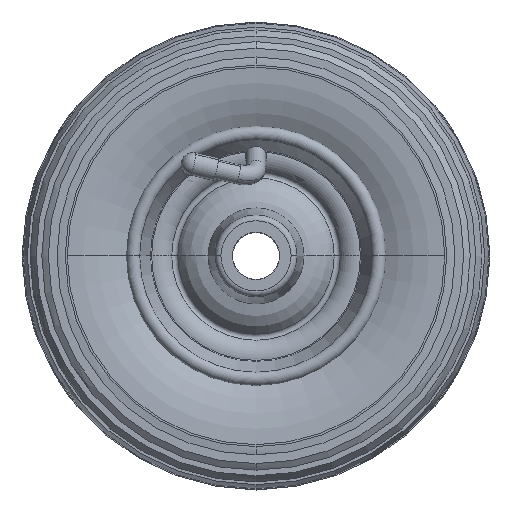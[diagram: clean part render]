
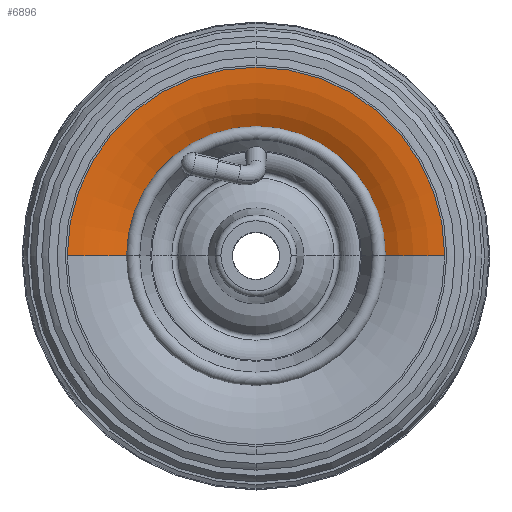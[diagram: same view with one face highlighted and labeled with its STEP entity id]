
A CAD part, top view. The second image highlights one B-rep face of the part: STEP entity #6896.
In plain terms, the highlighted toroidal (fillet/blend) face has major radius 80.671 mm and minor radius 50 mm.
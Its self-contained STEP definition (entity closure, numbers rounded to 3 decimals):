
#364 = VERTEX_POINT ( 'NONE', #3880 ) ;
#406 = CARTESIAN_POINT ( 'NONE',  ( 80.671, 0., -25. ) ) ;
#544 = AXIS2_PLACEMENT_3D ( 'NONE', #2829, #1503, #829 ) ;
#617 = CARTESIAN_POINT ( 'NONE',  ( 55., 0., 17.907 ) ) ;
#829 = DIRECTION ( 'NONE',  ( 0., 0., -1. ) ) ;
#1292 = CIRCLE ( 'NONE', #3538, 80.671 ) ;
#1432 = VERTEX_POINT ( 'NONE', #1995 ) ;
#1464 = AXIS2_PLACEMENT_3D ( 'NONE', #406, #6174, #6764 ) ;
#1503 = DIRECTION ( 'NONE',  ( 0., -1., 0. ) ) ;
#1657 = CARTESIAN_POINT ( 'NONE',  ( 0., 0., -25. ) ) ;
#1919 = VERTEX_POINT ( 'NONE', #617 ) ;
#1947 = ORIENTED_EDGE ( 'NONE', *, *, #3079, .T. ) ;
#1995 = CARTESIAN_POINT ( 'NONE',  ( 80.671, 0., 25. ) ) ;
#2023 = CIRCLE ( 'NONE', #7972, 55. ) ;
#2375 = EDGE_LOOP ( 'NONE', ( #4917, #1947, #3326, #5976 ) ) ;
#2829 = CARTESIAN_POINT ( 'NONE',  ( -80.671, 0., -25. ) ) ;
#2982 = DIRECTION ( 'NONE',  ( -1., 0., 0. ) ) ;
#3075 = CIRCLE ( 'NONE', #544, 50. ) ;
#3079 = EDGE_CURVE ( 'NONE', #1919, #1432, #6597, .T. ) ;
#3124 = VERTEX_POINT ( 'NONE', #3657 ) ;
#3326 = ORIENTED_EDGE ( 'NONE', *, *, #4867, .F. ) ;
#3503 = CARTESIAN_POINT ( 'NONE',  ( 0., 0., 17.907 ) ) ;
#3538 = AXIS2_PLACEMENT_3D ( 'NONE', #4411, #3700, #5015 ) ;
#3657 = CARTESIAN_POINT ( 'NONE',  ( -80.671, 0., 25. ) ) ;
#3700 = DIRECTION ( 'NONE',  ( 0., 0., -1. ) ) ;
#3880 = CARTESIAN_POINT ( 'NONE',  ( -55., 0., 17.907 ) ) ;
#4127 = DIRECTION ( 'NONE',  ( -1., 0., 0. ) ) ;
#4411 = CARTESIAN_POINT ( 'NONE',  ( 0., 0., 25. ) ) ;
#4867 = EDGE_CURVE ( 'NONE', #3124, #1432, #1292, .T. ) ;
#4917 = ORIENTED_EDGE ( 'NONE', *, *, #6074, .T. ) ;
#5015 = DIRECTION ( 'NONE',  ( -1., 0., 0. ) ) ;
#5397 = DIRECTION ( 'NONE',  ( 0., 0., -1. ) ) ;
#5976 = ORIENTED_EDGE ( 'NONE', *, *, #7550, .F. ) ;
#5993 = DIRECTION ( 'NONE',  ( 0., 0., -1. ) ) ;
#6035 = FACE_OUTER_BOUND ( 'NONE', #2375, .T. ) ;
#6074 = EDGE_CURVE ( 'NONE', #364, #1919, #2023, .T. ) ;
#6174 = DIRECTION ( 'NONE',  ( 0., 1., 0. ) ) ;
#6352 = AXIS2_PLACEMENT_3D ( 'NONE', #1657, #5993, #2982 ) ;
#6597 = CIRCLE ( 'NONE', #1464, 50. ) ;
#6764 = DIRECTION ( 'NONE',  ( -1., 0., 0. ) ) ;
#6767 = TOROIDAL_SURFACE ( 'NONE', #6352, 80.671, 50. ) ;
#6896 = ADVANCED_FACE ( 'NONE', ( #6035 ), #6767, .T. ) ;
#7550 = EDGE_CURVE ( 'NONE', #364, #3124, #3075, .T. ) ;
#7972 = AXIS2_PLACEMENT_3D ( 'NONE', #3503, #5397, #4127 ) ;
